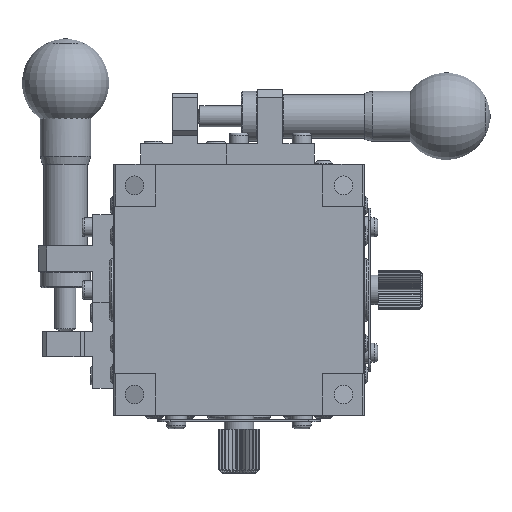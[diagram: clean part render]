
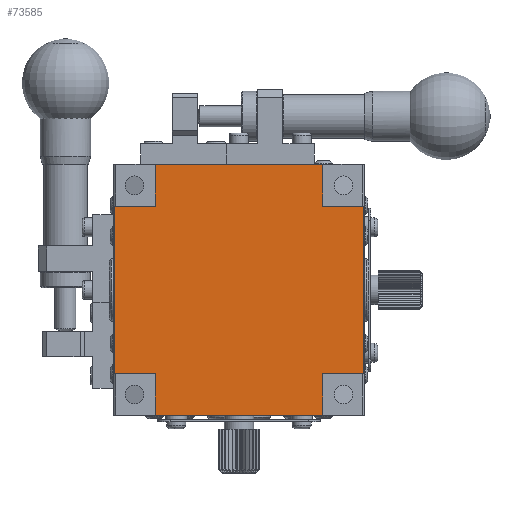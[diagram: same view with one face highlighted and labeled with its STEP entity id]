
A CAD part, front view. The second image highlights one B-rep face of the part: STEP entity #73585.
In plain terms, the highlighted planar face has unit normal (0, -1, 0).
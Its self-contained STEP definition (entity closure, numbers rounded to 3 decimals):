
#145 = LINE ( 'NONE', #173691, #92054 ) ;
#511 = PLANE ( 'NONE',  #44372 ) ;
#1652 = ORIENTED_EDGE ( 'NONE', *, *, #16302, .F. ) ;
#3794 = DIRECTION ( 'NONE',  ( -1., 0., 0. ) ) ;
#3955 = ORIENTED_EDGE ( 'NONE', *, *, #127300, .F. ) ;
#4525 = EDGE_CURVE ( 'NONE', #70597, #138389, #175747, .T. ) ;
#5414 = VERTEX_POINT ( 'NONE', #53601 ) ;
#6392 = LINE ( 'NONE', #179007, #171412 ) ;
#13633 = DIRECTION ( 'NONE',  ( 0., 0., -1. ) ) ;
#16302 = EDGE_CURVE ( 'NONE', #72211, #114403, #145, .T. ) ;
#16765 = VERTEX_POINT ( 'NONE', #69372 ) ;
#17797 = VECTOR ( 'NONE', #3794, 1000. ) ;
#18547 = VECTOR ( 'NONE', #186336, 1000. ) ;
#19328 = CARTESIAN_POINT ( 'NONE',  ( 50., 0.3, -50. ) ) ;
#24647 = DIRECTION ( 'NONE',  ( 1., 0., 0. ) ) ;
#25865 = DIRECTION ( 'NONE',  ( 0., 0., -1. ) ) ;
#29233 = EDGE_CURVE ( 'NONE', #97302, #102398, #76301, .T. ) ;
#30071 = DIRECTION ( 'NONE',  ( 0., 1., 0. ) ) ;
#30725 = VECTOR ( 'NONE', #121497, 1000. ) ;
#31949 = LINE ( 'NONE', #76740, #30725 ) ;
#35553 = ORIENTED_EDGE ( 'NONE', *, *, #102241, .F. ) ;
#35717 = CARTESIAN_POINT ( 'NONE',  ( 59.8, 0.3, -60. ) ) ;
#41263 = VERTEX_POINT ( 'NONE', #44290 ) ;
#44290 = CARTESIAN_POINT ( 'NONE',  ( 59.8, 0.3, -10. ) ) ;
#44372 = AXIS2_PLACEMENT_3D ( 'NONE', #86371, #30071, #146389 ) ;
#44670 = CARTESIAN_POINT ( 'NONE',  ( 50., 0.3, -10. ) ) ;
#48591 = CARTESIAN_POINT ( 'NONE',  ( 10., 0.3, -60. ) ) ;
#49795 = CARTESIAN_POINT ( 'NONE',  ( 10., 0.3, 0. ) ) ;
#53601 = CARTESIAN_POINT ( 'NONE',  ( 50., 0.3, -10. ) ) ;
#54631 = ORIENTED_EDGE ( 'NONE', *, *, #76624, .F. ) ;
#55954 = EDGE_CURVE ( 'NONE', #131796, #187433, #61028, .T. ) ;
#59363 = ORIENTED_EDGE ( 'NONE', *, *, #165142, .F. ) ;
#61028 = LINE ( 'NONE', #122907, #17797 ) ;
#61796 = DIRECTION ( 'NONE',  ( 1., 0., 0. ) ) ;
#69372 = CARTESIAN_POINT ( 'NONE',  ( 0.2, 0.3, -10. ) ) ;
#70597 = VERTEX_POINT ( 'NONE', #118929 ) ;
#72211 = VERTEX_POINT ( 'NONE', #74340 ) ;
#72621 = EDGE_CURVE ( 'NONE', #114403, #131796, #178935, .T. ) ;
#73585 = ADVANCED_FACE ( 'NONE', ( #102512 ), #511, .F. ) ;
#74340 = CARTESIAN_POINT ( 'NONE',  ( 59.8, 0.3, -50. ) ) ;
#76301 = LINE ( 'NONE', #135395, #142139 ) ;
#76624 = EDGE_CURVE ( 'NONE', #102398, #16765, #31949, .T. ) ;
#76740 = CARTESIAN_POINT ( 'NONE',  ( 0.2, 0.3, -60. ) ) ;
#76940 = DIRECTION ( 'NONE',  ( 0., 0., -1. ) ) ;
#80511 = EDGE_CURVE ( 'NONE', #138389, #155901, #81850, .T. ) ;
#81570 = CARTESIAN_POINT ( 'NONE',  ( 10., 0.3, -60. ) ) ;
#81850 = LINE ( 'NONE', #138140, #155938 ) ;
#82093 = VECTOR ( 'NONE', #135365, 1000. ) ;
#82375 = CARTESIAN_POINT ( 'NONE',  ( 10., 0.3, -50. ) ) ;
#86371 = CARTESIAN_POINT ( 'NONE',  ( 50., 0.3, -60. ) ) ;
#92054 = VECTOR ( 'NONE', #116455, 1000. ) ;
#92210 = CARTESIAN_POINT ( 'NONE',  ( 50., 0.3, -60. ) ) ;
#93865 = LINE ( 'NONE', #35717, #174970 ) ;
#94872 = EDGE_CURVE ( 'NONE', #41263, #72211, #93865, .T. ) ;
#97302 = VERTEX_POINT ( 'NONE', #82375 ) ;
#102241 = EDGE_CURVE ( 'NONE', #16765, #70597, #6392, .T. ) ;
#102398 = VERTEX_POINT ( 'NONE', #137967 ) ;
#102512 = FACE_OUTER_BOUND ( 'NONE', #136479, .T. ) ;
#111456 = VECTOR ( 'NONE', #13633, 1000. ) ;
#113817 = CARTESIAN_POINT ( 'NONE',  ( 10., 0.3, -60. ) ) ;
#114403 = VERTEX_POINT ( 'NONE', #19328 ) ;
#116455 = DIRECTION ( 'NONE',  ( -1., 0., 0. ) ) ;
#117114 = LINE ( 'NONE', #44670, #138432 ) ;
#117537 = CARTESIAN_POINT ( 'NONE',  ( 50., 0.3, -60. ) ) ;
#118929 = CARTESIAN_POINT ( 'NONE',  ( 10., 0.3, -10. ) ) ;
#119089 = ORIENTED_EDGE ( 'NONE', *, *, #55954, .F. ) ;
#121497 = DIRECTION ( 'NONE',  ( 0., 0., 1. ) ) ;
#122907 = CARTESIAN_POINT ( 'NONE',  ( 50., 0.3, -60. ) ) ;
#125257 = LINE ( 'NONE', #117537, #111456 ) ;
#127300 = EDGE_CURVE ( 'NONE', #187433, #97302, #145903, .T. ) ;
#130463 = CARTESIAN_POINT ( 'NONE',  ( 50., 0.3, 0. ) ) ;
#131796 = VERTEX_POINT ( 'NONE', #133226 ) ;
#133226 = CARTESIAN_POINT ( 'NONE',  ( 50., 0.3, -60. ) ) ;
#135365 = DIRECTION ( 'NONE',  ( 0., 0., 1. ) ) ;
#135395 = CARTESIAN_POINT ( 'NONE',  ( 50., 0.3, -50. ) ) ;
#136479 = EDGE_LOOP ( 'NONE', ( #1652, #166629, #144465, #59363, #186677, #161329, #35553, #54631, #153161, #3955, #119089, #170996 ) ) ;
#137967 = CARTESIAN_POINT ( 'NONE',  ( 0.2, 0.3, -50. ) ) ;
#138140 = CARTESIAN_POINT ( 'NONE',  ( 50., 0.3, 0. ) ) ;
#138389 = VERTEX_POINT ( 'NONE', #49795 ) ;
#138432 = VECTOR ( 'NONE', #167515, 1000. ) ;
#139596 = VECTOR ( 'NONE', #76940, 1000. ) ;
#142139 = VECTOR ( 'NONE', #147847, 1000. ) ;
#144465 = ORIENTED_EDGE ( 'NONE', *, *, #159784, .F. ) ;
#145903 = LINE ( 'NONE', #48591, #82093 ) ;
#146389 = DIRECTION ( 'NONE',  ( 1., 0., 0. ) ) ;
#147847 = DIRECTION ( 'NONE',  ( -1., 0., 0. ) ) ;
#153161 = ORIENTED_EDGE ( 'NONE', *, *, #29233, .F. ) ;
#155901 = VERTEX_POINT ( 'NONE', #130463 ) ;
#155938 = VECTOR ( 'NONE', #24647, 1000. ) ;
#159784 = EDGE_CURVE ( 'NONE', #5414, #41263, #117114, .T. ) ;
#161329 = ORIENTED_EDGE ( 'NONE', *, *, #4525, .F. ) ;
#165142 = EDGE_CURVE ( 'NONE', #155901, #5414, #125257, .T. ) ;
#166629 = ORIENTED_EDGE ( 'NONE', *, *, #94872, .F. ) ;
#167515 = DIRECTION ( 'NONE',  ( 1., 0., 0. ) ) ;
#170996 = ORIENTED_EDGE ( 'NONE', *, *, #72621, .F. ) ;
#171412 = VECTOR ( 'NONE', #61796, 1000. ) ;
#173691 = CARTESIAN_POINT ( 'NONE',  ( 50., 0.3, -50. ) ) ;
#174970 = VECTOR ( 'NONE', #25865, 1000. ) ;
#175747 = LINE ( 'NONE', #113817, #18547 ) ;
#178935 = LINE ( 'NONE', #92210, #139596 ) ;
#179007 = CARTESIAN_POINT ( 'NONE',  ( 50., 0.3, -10. ) ) ;
#186336 = DIRECTION ( 'NONE',  ( 0., 0., 1. ) ) ;
#186677 = ORIENTED_EDGE ( 'NONE', *, *, #80511, .F. ) ;
#187433 = VERTEX_POINT ( 'NONE', #81570 ) ;
